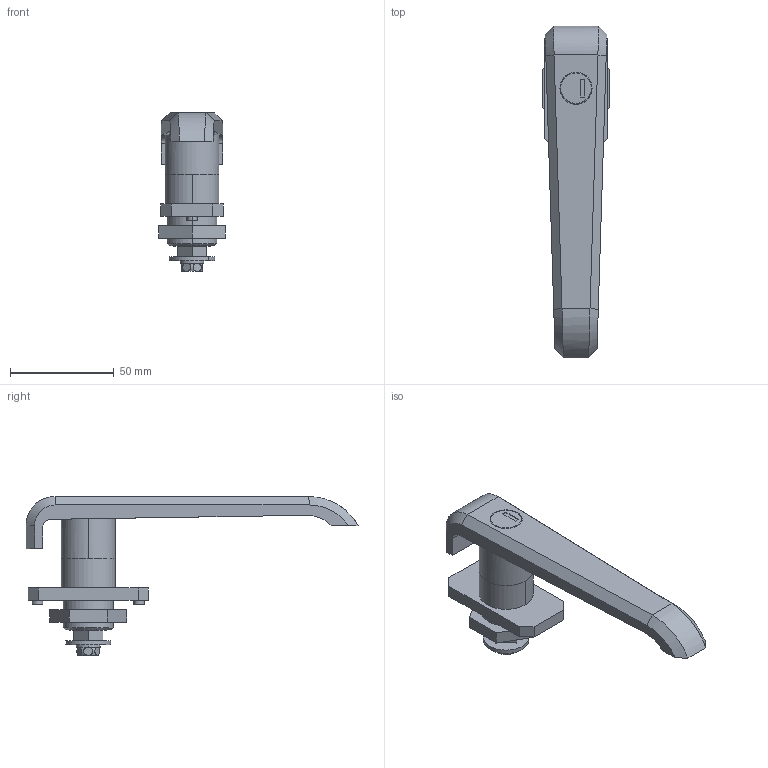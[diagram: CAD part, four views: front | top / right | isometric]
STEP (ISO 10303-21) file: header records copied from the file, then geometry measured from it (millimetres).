
FILE_DESCRIPTION (( 'STEP AP203' ), '1' );
FILE_NAME ('sone3D.STEP', '2014-04-21T08:53:29', ( '' ), ( '' ), 'SwSTEP 2.0', 'SolidWorks 2012', '' );
FILE_SCHEMA (( 'CONFIG_CONTROL_DESIGN' ));
Length unit declared in the file: millimetre
Products named in the file (8): A-51-1スペーサー_; A-51-1六角ナット_; A-51-1受座_; sone3D; A-51-1本体__A-51-1-1; TAK60-2_公開用_TAK60-2-4; 廫帤寠晅偒榋妏儃儖僩M6_M6亊16; A-51-1SW_
Assembly tree (7 placements, depth 2):
  sone3D
    A-51-1本体__A-51-1-1
    A-51-1受座_
    A-51-1六角ナット_
    A-51-1スペーサー_
    A-51-1SW_
    廫帤寠晅偒榋妏儃儖僩M6_M6亊16
    TAK60-2_公開用_TAK60-2-4
Bounding box: 32 x 160 x 76.5 mm (x, y, z)
Volume: 76049.6 mm3; surface area: 29038.9 mm2
Topology: 7 solids, 7 shells, 139 faces, 306 edges, 196 vertices
Faces by surface type: plane 83, cylinder 38, torus 10, bspline 4, cone 4
Entity records: 5149 total; most frequent: CARTESIAN_POINT 1220, DIRECTION 654, ORIENTED_EDGE 612, EDGE_CURVE 306, AXIS2_PLACEMENT_3D 237, VERTEX_POINT 196, LINE 180, VECTOR 180
